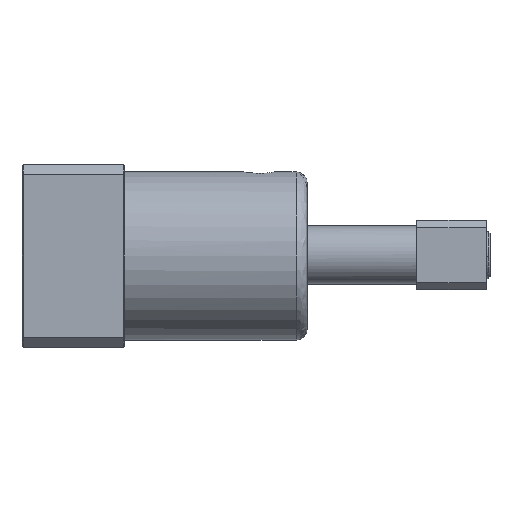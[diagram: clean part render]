
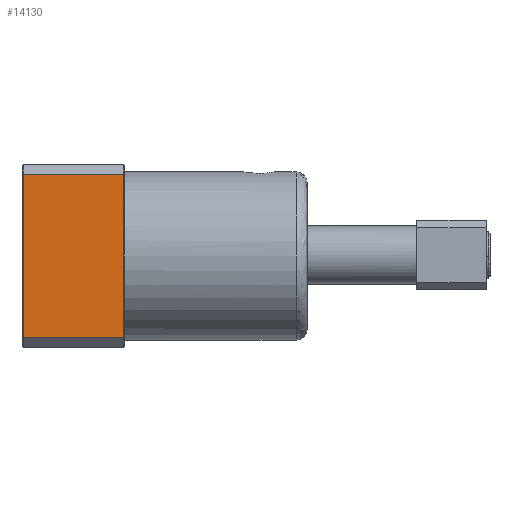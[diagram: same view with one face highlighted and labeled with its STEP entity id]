
A CAD part, front view. The second image highlights one B-rep face of the part: STEP entity #14130.
In plain terms, the highlighted planar face has unit normal (0, -1, 0).
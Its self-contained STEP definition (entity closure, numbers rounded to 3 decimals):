
#266 = DIRECTION ( 'NONE',  ( 0., 0., -1. ) ) ;
#484 = VECTOR ( 'NONE', #27743, 1000. ) ;
#2540 = CARTESIAN_POINT ( 'NONE',  ( 27.7, -25., -22.3 ) ) ;
#4760 = LINE ( 'NONE', #11434, #33255 ) ;
#5215 = CARTESIAN_POINT ( 'NONE',  ( 27.7, -25., 22.3 ) ) ;
#6073 = FACE_OUTER_BOUND ( 'NONE', #39050, .T. ) ;
#6116 = CARTESIAN_POINT ( 'NONE',  ( 0.3, -25., -22.3 ) ) ;
#7492 = VECTOR ( 'NONE', #39260, 1000. ) ;
#10192 = VERTEX_POINT ( 'NONE', #6116 ) ;
#10724 = LINE ( 'NONE', #24294, #484 ) ;
#11434 = CARTESIAN_POINT ( 'NONE',  ( 27.7, -25., 0. ) ) ;
#13386 = AXIS2_PLACEMENT_3D ( 'NONE', #41403, #20881, #266 ) ;
#14130 = ADVANCED_FACE ( 'NONE', ( #6073 ), #37947, .T. ) ;
#14954 = CARTESIAN_POINT ( 'NONE',  ( 0., -25., 22.3 ) ) ;
#15980 = CARTESIAN_POINT ( 'NONE',  ( 0.3, -25., 22.3 ) ) ;
#16667 = EDGE_CURVE ( 'NONE', #39613, #10192, #21633, .T. ) ;
#16857 = ORIENTED_EDGE ( 'NONE', *, *, #40909, .F. ) ;
#18305 = ORIENTED_EDGE ( 'NONE', *, *, #36420, .T. ) ;
#18359 = DIRECTION ( 'NONE',  ( 0., 0., -1. ) ) ;
#20881 = DIRECTION ( 'NONE',  ( 0., -1., 0. ) ) ;
#21633 = LINE ( 'NONE', #44023, #37669 ) ;
#23479 = DIRECTION ( 'NONE',  ( -1., 0., 0. ) ) ;
#24294 = CARTESIAN_POINT ( 'NONE',  ( 0.3, -25., 22.3 ) ) ;
#27743 = DIRECTION ( 'NONE',  ( 0., 0., -1. ) ) ;
#33255 = VECTOR ( 'NONE', #18359, 1000. ) ;
#33959 = VERTEX_POINT ( 'NONE', #5215 ) ;
#35826 = EDGE_CURVE ( 'NONE', #37027, #10192, #10724, .T. ) ;
#36420 = EDGE_CURVE ( 'NONE', #33959, #37027, #41854, .T. ) ;
#37027 = VERTEX_POINT ( 'NONE', #15980 ) ;
#37669 = VECTOR ( 'NONE', #23479, 1000. ) ;
#37947 = PLANE ( 'NONE',  #13386 ) ;
#39050 = EDGE_LOOP ( 'NONE', ( #40557, #16857, #18305, #39259 ) ) ;
#39259 = ORIENTED_EDGE ( 'NONE', *, *, #35826, .T. ) ;
#39260 = DIRECTION ( 'NONE',  ( -1., 0., 0. ) ) ;
#39613 = VERTEX_POINT ( 'NONE', #2540 ) ;
#40557 = ORIENTED_EDGE ( 'NONE', *, *, #16667, .F. ) ;
#40909 = EDGE_CURVE ( 'NONE', #33959, #39613, #4760, .T. ) ;
#41403 = CARTESIAN_POINT ( 'NONE',  ( 0., -25., 22.3 ) ) ;
#41854 = LINE ( 'NONE', #14954, #7492 ) ;
#44023 = CARTESIAN_POINT ( 'NONE',  ( 0., -25., -22.3 ) ) ;
